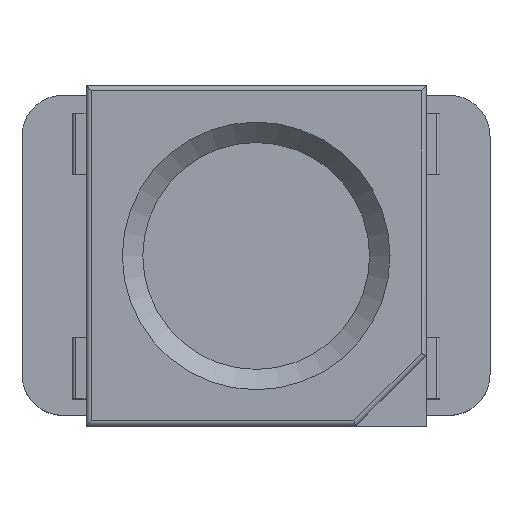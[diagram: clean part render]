
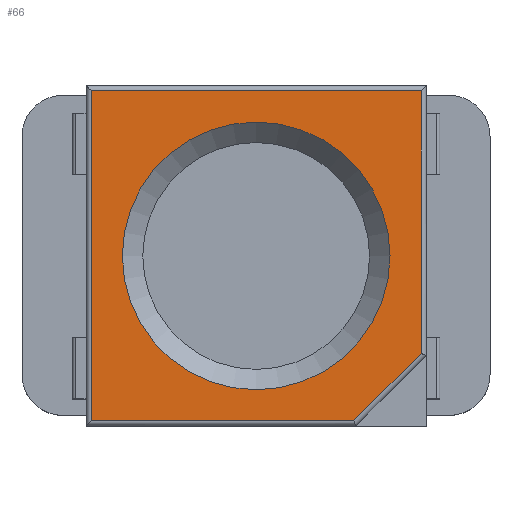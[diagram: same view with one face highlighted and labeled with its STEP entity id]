
A CAD part, top view. The second image highlights one B-rep face of the part: STEP entity #66.
In plain terms, the highlighted planar face has unit normal (0, 0, 1).
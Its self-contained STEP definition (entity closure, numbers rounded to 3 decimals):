
#66 = ADVANCED_FACE('',(#67,#78),#120,.T.);
#67 = FACE_BOUND('',#68,.T.);
#68 = EDGE_LOOP('',(#69));
#69 = ORIENTED_EDGE('',*,*,#70,.T.);
#70 = EDGE_CURVE('',#71,#71,#73,.T.);
#71 = VERTEX_POINT('',#72);
#72 = CARTESIAN_POINT('',(-1.967,0.,1.6));
#73 = CIRCLE('',#74,1.967);
#74 = AXIS2_PLACEMENT_3D('',#75,#76,#77);
#75 = CARTESIAN_POINT('',(0.,0.,1.6));
#76 = DIRECTION('',(0.,0.,-1.));
#77 = DIRECTION('',(-1.,0.,0.));
#78 = FACE_BOUND('',#79,.T.);
#79 = EDGE_LOOP('',(#80,#90,#98,#106,#114));
#80 = ORIENTED_EDGE('',*,*,#81,.T.);
#81 = EDGE_CURVE('',#82,#84,#86,.T.);
#82 = VERTEX_POINT('',#83);
#83 = CARTESIAN_POINT('',(1.433,-2.425,1.6));
#84 = VERTEX_POINT('',#85);
#85 = CARTESIAN_POINT('',(2.425,-1.433,1.6));
#86 = LINE('',#87,#88);
#87 = CARTESIAN_POINT('',(1.411,-2.447,1.6));
#88 = VECTOR('',#89,1.);
#89 = DIRECTION('',(0.707,0.707,0.));
#90 = ORIENTED_EDGE('',*,*,#91,.T.);
#91 = EDGE_CURVE('',#84,#92,#94,.T.);
#92 = VERTEX_POINT('',#93);
#93 = CARTESIAN_POINT('',(2.425,2.425,1.6));
#94 = LINE('',#95,#96);
#95 = CARTESIAN_POINT('',(2.425,-1.464,1.6));
#96 = VECTOR('',#97,1.);
#97 = DIRECTION('',(0.,1.,0.));
#98 = ORIENTED_EDGE('',*,*,#99,.T.);
#99 = EDGE_CURVE('',#92,#100,#102,.T.);
#100 = VERTEX_POINT('',#101);
#101 = CARTESIAN_POINT('',(-2.425,2.425,1.6));
#102 = LINE('',#103,#104);
#103 = CARTESIAN_POINT('',(2.5,2.425,1.6));
#104 = VECTOR('',#105,1.);
#105 = DIRECTION('',(-1.,0.,0.));
#106 = ORIENTED_EDGE('',*,*,#107,.T.);
#107 = EDGE_CURVE('',#100,#108,#110,.T.);
#108 = VERTEX_POINT('',#109);
#109 = CARTESIAN_POINT('',(-2.425,-2.425,1.6));
#110 = LINE('',#111,#112);
#111 = CARTESIAN_POINT('',(-2.425,2.5,1.6));
#112 = VECTOR('',#113,1.);
#113 = DIRECTION('',(0.,-1.,0.));
#114 = ORIENTED_EDGE('',*,*,#115,.T.);
#115 = EDGE_CURVE('',#108,#82,#116,.T.);
#116 = LINE('',#117,#118);
#117 = CARTESIAN_POINT('',(-2.5,-2.425,1.6));
#118 = VECTOR('',#119,1.);
#119 = DIRECTION('',(1.,0.,0.));
#120 = PLANE('',#121);
#121 = AXIS2_PLACEMENT_3D('',#122,#123,#124);
#122 = CARTESIAN_POINT('',(0.,0.,1.6));
#123 = DIRECTION('',(0.,0.,1.));
#124 = DIRECTION('',(-1.,0.,0.));
